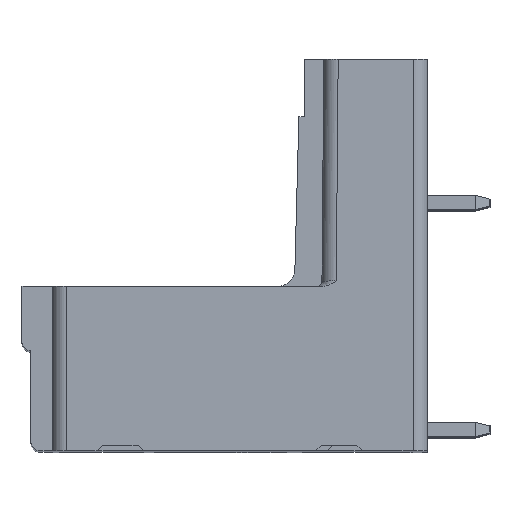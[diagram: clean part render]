
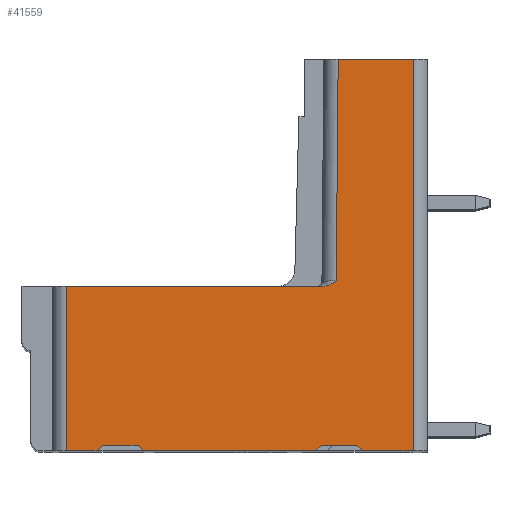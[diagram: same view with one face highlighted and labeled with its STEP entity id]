
A CAD part, top view. The second image highlights one B-rep face of the part: STEP entity #41559.
In plain terms, the highlighted planar face has unit normal (0, 0, 1).
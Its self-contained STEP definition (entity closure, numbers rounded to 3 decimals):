
#5011=DIRECTION('',(1.,0.,0.));
#5012=VECTOR('',#5011,1.7);
#5013=CARTESIAN_POINT('',(-20.194,0.,
-61.683));
#5014=LINE('',#5013,#5012);
#5035=DIRECTION('',(1.,0.,0.));
#5036=VECTOR('',#5035,9.65);
#5037=CARTESIAN_POINT('',(-15.894,0.,
-61.683));
#5038=LINE('',#5037,#5036);
#5922=DIRECTION('',(-1.,0.,0.));
#5923=VECTOR('',#5922,14.337);
#5924=CARTESIAN_POINT('',(-5.857,9.2,
-61.683));
#5925=LINE('',#5924,#5923);
#6243=CARTESIAN_POINT('',(-5.857,9.2,
-61.683));
#6244=CARTESIAN_POINT('',(-5.826,9.2,
-61.683));
#6245=CARTESIAN_POINT('',(-5.76,9.204,
-61.683));
#6246=CARTESIAN_POINT('',(-5.649,9.226,
-61.683));
#6247=CARTESIAN_POINT('',(-5.528,9.266,
-61.683));
#6248=CARTESIAN_POINT('',(-5.398,9.326,
-61.683));
#6249=CARTESIAN_POINT('',(-5.257,9.404,
-61.683));
#6250=CARTESIAN_POINT('',(-5.155,9.467,
-61.683));
#6251=CARTESIAN_POINT('',(-5.102,9.5,
-61.683));
#6253=DIRECTION('',(0.009,1.,0.));
#6254=VECTOR('',#6253,12.4);
#6255=CARTESIAN_POINT('',(-5.102,9.5,
-61.683));
#6256=LINE('',#6255,#6254);
#6257=DIRECTION('',(-1.,0.,0.));
#6258=VECTOR('',#6257,2.85);
#6259=CARTESIAN_POINT('',(-0.794,0.,
-61.683));
#6260=LINE('',#6259,#6258);
#6261=DIRECTION('',(-0.707,0.707,0.));
#6262=VECTOR('',#6261,0.424);
#6263=CARTESIAN_POINT('',(-3.644,0.,
-61.683));
#6264=LINE('',#6263,#6262);
#6265=DIRECTION('',(-1.,0.,0.));
#6266=VECTOR('',#6265,2.);
#6267=CARTESIAN_POINT('',(-3.944,0.3,
-61.683));
#6268=LINE('',#6267,#6266);
#6269=DIRECTION('',(-0.707,-0.707,0.));
#6270=VECTOR('',#6269,0.424);
#6271=CARTESIAN_POINT('',(-5.944,0.3,
-61.683));
#6272=LINE('',#6271,#6270);
#6273=DIRECTION('',(-0.707,0.707,0.));
#6274=VECTOR('',#6273,0.424);
#6275=CARTESIAN_POINT('',(-15.894,0.,
-61.683));
#6276=LINE('',#6275,#6274);
#6277=DIRECTION('',(-1.,0.,0.));
#6278=VECTOR('',#6277,2.);
#6279=CARTESIAN_POINT('',(-16.194,0.3,
-61.683));
#6280=LINE('',#6279,#6278);
#6281=DIRECTION('',(-0.707,-0.707,0.));
#6282=VECTOR('',#6281,0.424);
#6283=CARTESIAN_POINT('',(-18.194,0.3,
-61.683));
#6284=LINE('',#6283,#6282);
#6285=CARTESIAN_POINT('',(-5.857,9.2,
-61.683));
#6631=DIRECTION('',(-1.,0.,0.));
#6632=VECTOR('',#6631,4.2);
#6633=CARTESIAN_POINT('',(-0.794,21.9,-61.683));
#6634=LINE('',#6633,#6632);
#16591=DIRECTION('',(0.,1.,0.));
#16592=VECTOR('',#16591,21.9);
#16593=CARTESIAN_POINT('',(-0.794,0.,
-61.683));
#16594=LINE('',#16593,#16592);
#16616=DIRECTION('',(0.,-1.,0.));
#16617=VECTOR('',#16616,9.2);
#16618=CARTESIAN_POINT('',(-20.194,9.2,-61.683));
#16619=LINE('',#16618,#16617);
#26142=VERTEX_POINT('',#6285);
#26143=CARTESIAN_POINT('',(-20.194,9.2,-61.683));
#26144=VERTEX_POINT('',#26143);
#26195=CARTESIAN_POINT('',(-0.794,21.9,-61.683));
#26196=VERTEX_POINT('',#26195);
#26197=CARTESIAN_POINT('',(-4.994,21.9,-61.683));
#26198=VERTEX_POINT('',#26197);
#26564=CARTESIAN_POINT('',(-20.194,0.,
-61.683));
#26565=VERTEX_POINT('',#26564);
#26566=CARTESIAN_POINT('',(-18.494,0.,
-61.683));
#26567=VERTEX_POINT('',#26566);
#26580=CARTESIAN_POINT('',(-15.894,0.,
-61.683));
#26581=VERTEX_POINT('',#26580);
#26582=CARTESIAN_POINT('',(-6.244,0.,
-61.683));
#26583=VERTEX_POINT('',#26582);
#26588=CARTESIAN_POINT('',(-3.644,0.,
-61.683));
#26589=VERTEX_POINT('',#26588);
#26590=CARTESIAN_POINT('',(-0.794,0.,
-61.683));
#26591=VERTEX_POINT('',#26590);
#26684=VERTEX_POINT('',#6251);
#26685=CARTESIAN_POINT('',(-3.944,0.3,
-61.683));
#26686=VERTEX_POINT('',#26685);
#26687=CARTESIAN_POINT('',(-5.944,0.3,
-61.683));
#26688=VERTEX_POINT('',#26687);
#26689=CARTESIAN_POINT('',(-16.194,0.3,
-61.683));
#26690=VERTEX_POINT('',#26689);
#26691=CARTESIAN_POINT('',(-18.194,0.3,
-61.683));
#26692=VERTEX_POINT('',#26691);
#41529=CARTESIAN_POINT('',(-6.202,9.5,-61.683));
#41530=DIRECTION('',(0.,0.,1.));
#41531=DIRECTION('',(-1.,0.,0.));
#41532=AXIS2_PLACEMENT_3D('',#41529,#41530,#41531);
#41533=PLANE('',#41532);
#41534=ORIENTED_EDGE('',*,*,#40666,.F.);
#41536=ORIENTED_EDGE('',*,*,#41535,.T.);
#41538=ORIENTED_EDGE('',*,*,#41537,.T.);
#41540=ORIENTED_EDGE('',*,*,#41539,.F.);
#41542=ORIENTED_EDGE('',*,*,#41541,.F.);
#41543=ORIENTED_EDGE('',*,*,#39772,.T.);
#41545=ORIENTED_EDGE('',*,*,#41544,.T.);
#41547=ORIENTED_EDGE('',*,*,#41546,.T.);
#41549=ORIENTED_EDGE('',*,*,#41548,.T.);
#41550=ORIENTED_EDGE('',*,*,#39748,.F.);
#41551=ORIENTED_EDGE('',*,*,#41496,.T.);
#41552=ORIENTED_EDGE('',*,*,#41510,.T.);
#41553=ORIENTED_EDGE('',*,*,#41523,.T.);
#41554=ORIENTED_EDGE('',*,*,#39732,.F.);
#41556=ORIENTED_EDGE('',*,*,#41555,.F.);
#41557=EDGE_LOOP('',(#41534,#41536,#41538,#41540,#41542,#41543,#41545,#41547,
#41549,#41550,#41551,#41552,#41553,#41554,#41556));
#41558=FACE_OUTER_BOUND('',#41557,.F.);
#41559=ADVANCED_FACE('',(#41558),#41533,.T.);
#6252=B_SPLINE_CURVE_WITH_KNOTS('',3,(#6243,#6244,#6245,#6246,#6247,#6248,#6249,
#6250,#6251),.UNSPECIFIED.,.F.,.F.,(4,1,1,1,1,1,4),(0.,0.167,
0.333,0.5,0.667,0.833,1.),
.UNSPECIFIED.);
#39732=EDGE_CURVE('',#26565,#26567,#5014,.T.);
#39748=EDGE_CURVE('',#26581,#26583,#5038,.T.);
#39772=EDGE_CURVE('',#26591,#26589,#6260,.T.);
#40666=EDGE_CURVE('',#26142,#26144,#5925,.T.);
#41496=EDGE_CURVE('',#26581,#26690,#6276,.T.);
#41510=EDGE_CURVE('',#26690,#26692,#6280,.T.);
#41523=EDGE_CURVE('',#26692,#26567,#6284,.T.);
#41535=EDGE_CURVE('',#26142,#26684,#6252,.T.);
#41537=EDGE_CURVE('',#26684,#26198,#6256,.T.);
#41539=EDGE_CURVE('',#26196,#26198,#6634,.T.);
#41541=EDGE_CURVE('',#26591,#26196,#16594,.T.);
#41544=EDGE_CURVE('',#26589,#26686,#6264,.T.);
#41546=EDGE_CURVE('',#26686,#26688,#6268,.T.);
#41548=EDGE_CURVE('',#26688,#26583,#6272,.T.);
#41555=EDGE_CURVE('',#26144,#26565,#16619,.T.);
